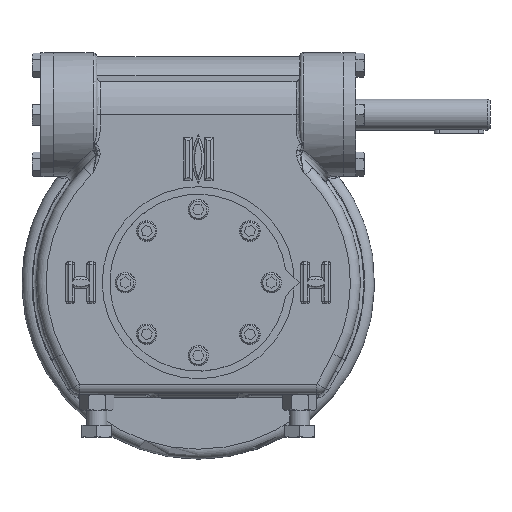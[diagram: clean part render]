
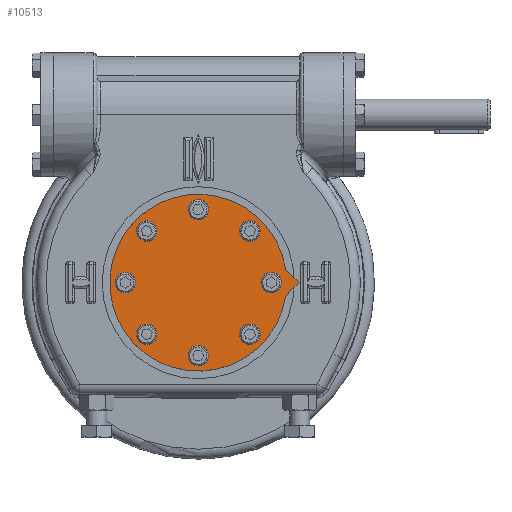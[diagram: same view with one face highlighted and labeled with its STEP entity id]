
A CAD part, top view. The second image highlights one B-rep face of the part: STEP entity #10513.
In plain terms, the highlighted planar face has unit normal (0, 0, 1).
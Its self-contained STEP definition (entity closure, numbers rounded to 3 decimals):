
#910=PLANE('',#12418);
#1436=LINE('',#18547,#2110);
#1438=LINE('',#18550,#2112);
#2110=VECTOR('',#14046,1000.);
#2112=VECTOR('',#14050,1000.);
#3283=ORIENTED_EDGE('',*,*,#5902,.F.);
#3284=ORIENTED_EDGE('',*,*,#5903,.F.);
#3285=ORIENTED_EDGE('',*,*,#5904,.F.);
#3286=ORIENTED_EDGE('',*,*,#5905,.F.);
#3287=ORIENTED_EDGE('',*,*,#5906,.F.);
#3288=ORIENTED_EDGE('',*,*,#5907,.F.);
#3289=ORIENTED_EDGE('',*,*,#5908,.F.);
#3290=ORIENTED_EDGE('',*,*,#5909,.F.);
#3291=ORIENTED_EDGE('',*,*,#5887,.T.);
#3292=ORIENTED_EDGE('',*,*,#5891,.T.);
#3293=ORIENTED_EDGE('',*,*,#5893,.T.);
#5887=EDGE_CURVE('',#7425,#7424,#8200,.T.);
#5891=EDGE_CURVE('',#7424,#7427,#1436,.T.);
#5893=EDGE_CURVE('',#7427,#7425,#1438,.T.);
#5902=EDGE_CURVE('',#7436,#7436,#8209,.T.);
#5903=EDGE_CURVE('',#7437,#7437,#8210,.T.);
#5904=EDGE_CURVE('',#7438,#7438,#8211,.T.);
#5905=EDGE_CURVE('',#7439,#7439,#8212,.T.);
#5906=EDGE_CURVE('',#7440,#7440,#8213,.T.);
#5907=EDGE_CURVE('',#7441,#7441,#8214,.T.);
#5908=EDGE_CURVE('',#7442,#7442,#8215,.T.);
#5909=EDGE_CURVE('',#7443,#7443,#8216,.T.);
#7424=VERTEX_POINT('',#18538);
#7425=VERTEX_POINT('',#18540);
#7427=VERTEX_POINT('',#18546);
#7436=VERTEX_POINT('',#18570);
#7437=VERTEX_POINT('',#18572);
#7438=VERTEX_POINT('',#18574);
#7439=VERTEX_POINT('',#18576);
#7440=VERTEX_POINT('',#18578);
#7441=VERTEX_POINT('',#18580);
#7442=VERTEX_POINT('',#18582);
#7443=VERTEX_POINT('',#18584);
#8200=CIRCLE('',#12406,71.5);
#8209=CIRCLE('',#12419,5.5);
#8210=CIRCLE('',#12420,5.5);
#8211=CIRCLE('',#12421,5.5);
#8212=CIRCLE('',#12422,5.5);
#8213=CIRCLE('',#12423,5.5);
#8214=CIRCLE('',#12424,5.5);
#8215=CIRCLE('',#12425,5.5);
#8216=CIRCLE('',#12426,5.5);
#8876=EDGE_LOOP('',(#3283));
#8877=EDGE_LOOP('',(#3284));
#8878=EDGE_LOOP('',(#3285));
#8879=EDGE_LOOP('',(#3286));
#8880=EDGE_LOOP('',(#3287));
#8881=EDGE_LOOP('',(#3288));
#8882=EDGE_LOOP('',(#3289));
#8883=EDGE_LOOP('',(#3290));
#8884=EDGE_LOOP('',(#3291,#3292,#3293));
#9697=FACE_BOUND('',#8876,.T.);
#9698=FACE_BOUND('',#8877,.T.);
#9699=FACE_BOUND('',#8878,.T.);
#9700=FACE_BOUND('',#8879,.T.);
#9701=FACE_BOUND('',#8880,.T.);
#9702=FACE_BOUND('',#8881,.T.);
#9703=FACE_BOUND('',#8882,.T.);
#9704=FACE_BOUND('',#8883,.T.);
#9705=FACE_BOUND('',#8884,.T.);
#10513=ADVANCED_FACE('',(#9697,#9698,#9699,#9700,#9701,#9702,#9703,#9704,
#9705),#910,.T.);
#12406=AXIS2_PLACEMENT_3D('',#18539,#14039,#14040);
#12418=AXIS2_PLACEMENT_3D('',#18568,#14069,#14070);
#12419=AXIS2_PLACEMENT_3D('',#18569,#14071,#14072);
#12420=AXIS2_PLACEMENT_3D('',#18571,#14073,#14074);
#12421=AXIS2_PLACEMENT_3D('',#18573,#14075,#14076);
#12422=AXIS2_PLACEMENT_3D('',#18575,#14077,#14078);
#12423=AXIS2_PLACEMENT_3D('',#18577,#14079,#14080);
#12424=AXIS2_PLACEMENT_3D('',#18579,#14081,#14082);
#12425=AXIS2_PLACEMENT_3D('',#18581,#14083,#14084);
#12426=AXIS2_PLACEMENT_3D('',#18583,#14085,#14086);
#14039=DIRECTION('',(0.,0.,1.));
#14040=DIRECTION('',(1.,0.,0.));
#14046=DIRECTION('',(0.707,0.707,0.));
#14050=DIRECTION('',(-0.707,0.707,0.));
#14069=DIRECTION('',(0.,0.,1.));
#14070=DIRECTION('',(1.,0.,0.));
#14071=DIRECTION('',(0.,0.,1.));
#14072=DIRECTION('',(0.707,0.707,0.));
#14073=DIRECTION('',(0.,0.,1.));
#14074=DIRECTION('',(0.,1.,0.));
#14075=DIRECTION('',(0.,0.,1.));
#14076=DIRECTION('',(-0.707,0.707,0.));
#14077=DIRECTION('',(0.,0.,1.));
#14078=DIRECTION('',(-1.,0.,0.));
#14079=DIRECTION('',(0.,0.,1.));
#14080=DIRECTION('',(-0.707,-0.707,0.));
#14081=DIRECTION('',(0.,0.,1.));
#14082=DIRECTION('',(0.,-1.,0.));
#14083=DIRECTION('',(0.,0.,1.));
#14084=DIRECTION('',(0.707,-0.707,0.));
#14085=DIRECTION('',(0.,0.,1.));
#14086=DIRECTION('',(1.,0.,0.));
#18538=CARTESIAN_POINT('',(70.676,-10.824,50.605));
#18539=CARTESIAN_POINT('',(0.,0.,50.605));
#18540=CARTESIAN_POINT('',(70.676,10.824,50.605));
#18546=CARTESIAN_POINT('',(81.5,0.,50.605));
#18547=CARTESIAN_POINT('',(70.676,-10.824,50.605));
#18550=CARTESIAN_POINT('',(81.5,0.,50.605));
#18568=CARTESIAN_POINT('',(0.,0.,50.605));
#18569=CARTESIAN_POINT('',(-41.719,41.719,50.605));
#18570=CARTESIAN_POINT('',(-37.83,45.608,50.605));
#18571=CARTESIAN_POINT('',(-59.,0.,50.605));
#18572=CARTESIAN_POINT('',(-59.,5.5,50.605));
#18573=CARTESIAN_POINT('',(-41.719,-41.719,50.605));
#18574=CARTESIAN_POINT('',(-45.608,-37.83,50.605));
#18575=CARTESIAN_POINT('',(0.,-59.,50.605));
#18576=CARTESIAN_POINT('',(-5.5,-59.,50.605));
#18577=CARTESIAN_POINT('',(41.719,-41.719,50.605));
#18578=CARTESIAN_POINT('',(37.83,-45.608,50.605));
#18579=CARTESIAN_POINT('',(59.,0.,50.605));
#18580=CARTESIAN_POINT('',(59.,-5.5,50.605));
#18581=CARTESIAN_POINT('',(41.719,41.719,50.605));
#18582=CARTESIAN_POINT('',(45.608,37.83,50.605));
#18583=CARTESIAN_POINT('',(0.,59.,50.605));
#18584=CARTESIAN_POINT('',(5.5,59.,50.605));
